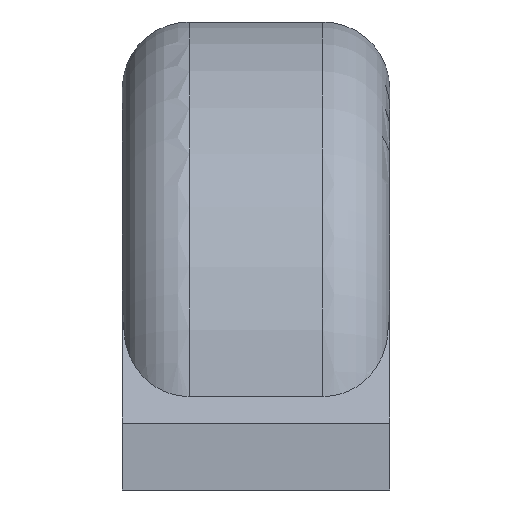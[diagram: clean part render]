
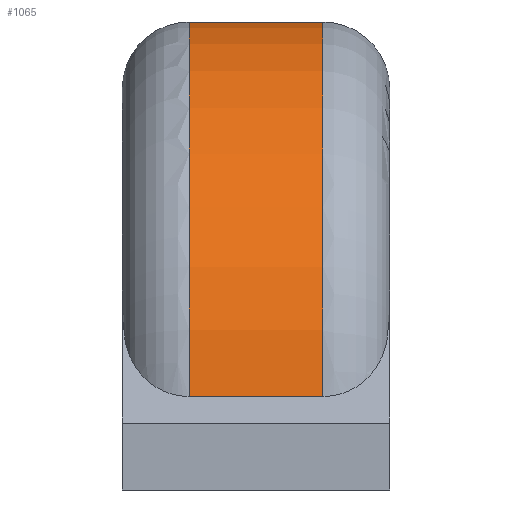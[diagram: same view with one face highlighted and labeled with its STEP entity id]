
A CAD part, left-side view. The second image highlights one B-rep face of the part: STEP entity #1065.
In plain terms, the highlighted cylindrical face has radius 30 mm (diameter 60 mm), a partial arc.
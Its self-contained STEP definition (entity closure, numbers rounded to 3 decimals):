
#372 = VERTEX_POINT('',#373);
#373 = CARTESIAN_POINT('',(53.162,15.,35.));
#422 = VERTEX_POINT('',#423);
#423 = CARTESIAN_POINT('',(23.229,15.,6.999));
#458 = EDGE_CURVE('',#372,#422,#459,.T.);
#459 = CIRCLE('',#460,30.);
#460 = AXIS2_PLACEMENT_3D('',#461,#462,#463);
#461 = CARTESIAN_POINT('',(53.162,15.,5.));
#462 = DIRECTION('',(0.,-1.,0.));
#463 = DIRECTION('',(0.,0.,1.));
#519 = EDGE_CURVE('',#520,#422,#522,.T.);
#520 = VERTEX_POINT('',#521);
#521 = CARTESIAN_POINT('',(23.229,5.,6.999));
#522 = LINE('',#523,#524);
#523 = CARTESIAN_POINT('',(23.229,0.,
    6.999));
#524 = VECTOR('',#525,1.);
#525 = DIRECTION('',(0.,1.,0.));
#1047 = VERTEX_POINT('',#1048);
#1048 = CARTESIAN_POINT('',(53.162,5.,35.));
#1054 = EDGE_CURVE('',#1047,#372,#1055,.T.);
#1055 = LINE('',#1056,#1057);
#1056 = CARTESIAN_POINT('',(53.162,0.,35.));
#1057 = VECTOR('',#1058,1.);
#1058 = DIRECTION('',(0.,1.,0.));
#1065 = ADVANCED_FACE('',(#1066),#1078,.T.);
#1066 = FACE_BOUND('',#1067,.T.);
#1067 = EDGE_LOOP('',(#1068,#1069,#1076,#1077));
#1068 = ORIENTED_EDGE('',*,*,#519,.F.);
#1069 = ORIENTED_EDGE('',*,*,#1070,.T.);
#1070 = EDGE_CURVE('',#520,#1047,#1071,.T.);
#1071 = CIRCLE('',#1072,30.);
#1072 = AXIS2_PLACEMENT_3D('',#1073,#1074,#1075);
#1073 = CARTESIAN_POINT('',(53.162,5.,5.));
#1074 = DIRECTION('',(0.,1.,0.));
#1075 = DIRECTION('',(-0.998,0.,
    0.067));
#1076 = ORIENTED_EDGE('',*,*,#1054,.T.);
#1077 = ORIENTED_EDGE('',*,*,#458,.T.);
#1078 = CYLINDRICAL_SURFACE('',#1079,30.);
#1079 = AXIS2_PLACEMENT_3D('',#1080,#1081,#1082);
#1080 = CARTESIAN_POINT('',(53.162,0.,5.));
#1081 = DIRECTION('',(0.,-1.,0.));
#1082 = DIRECTION('',(1.,0.,0.));
